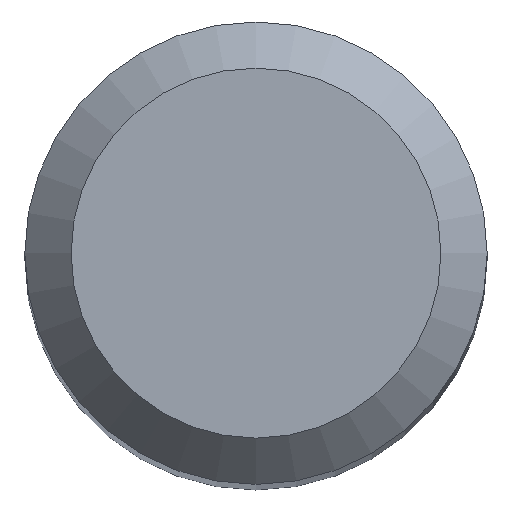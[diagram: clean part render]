
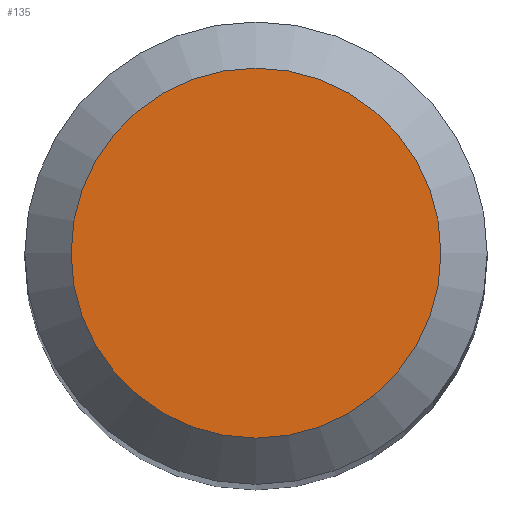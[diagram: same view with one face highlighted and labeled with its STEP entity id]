
A CAD part, top view. The second image highlights one B-rep face of the part: STEP entity #135.
In plain terms, the highlighted planar face has unit normal (0, 0, 1).
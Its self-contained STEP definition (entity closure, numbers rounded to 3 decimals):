
#2 = AXIS2_PLACEMENT_3D ( 'NONE', #196, #35, #5 ) ;
#5 = DIRECTION ( 'NONE',  ( 0., 1., 0. ) ) ;
#6 = VERTEX_POINT ( 'NONE', #144 ) ;
#9 = AXIS2_PLACEMENT_3D ( 'NONE', #127, #162, #167 ) ;
#26 = FACE_OUTER_BOUND ( 'NONE', #70, .T. ) ;
#35 = DIRECTION ( 'NONE',  ( 0., 0., -1. ) ) ;
#57 = PLANE ( 'NONE',  #9 ) ;
#70 = EDGE_LOOP ( 'NONE', ( #178 ) ) ;
#113 = EDGE_CURVE ( 'NONE', #6, #6, #207, .T. ) ;
#127 = CARTESIAN_POINT ( 'NONE',  ( 0., 0., 30. ) ) ;
#135 = ADVANCED_FACE ( 'NONE', ( #26 ), #57, .F. ) ;
#144 = CARTESIAN_POINT ( 'NONE',  ( 0., 1.2, 30. ) ) ;
#162 = DIRECTION ( 'NONE',  ( 0., 0., -1. ) ) ;
#167 = DIRECTION ( 'NONE',  ( 0., 1., 0. ) ) ;
#178 = ORIENTED_EDGE ( 'NONE', *, *, #113, .F. ) ;
#196 = CARTESIAN_POINT ( 'NONE',  ( 0., 0., 30. ) ) ;
#207 = CIRCLE ( 'NONE', #2, 1.2 ) ;
